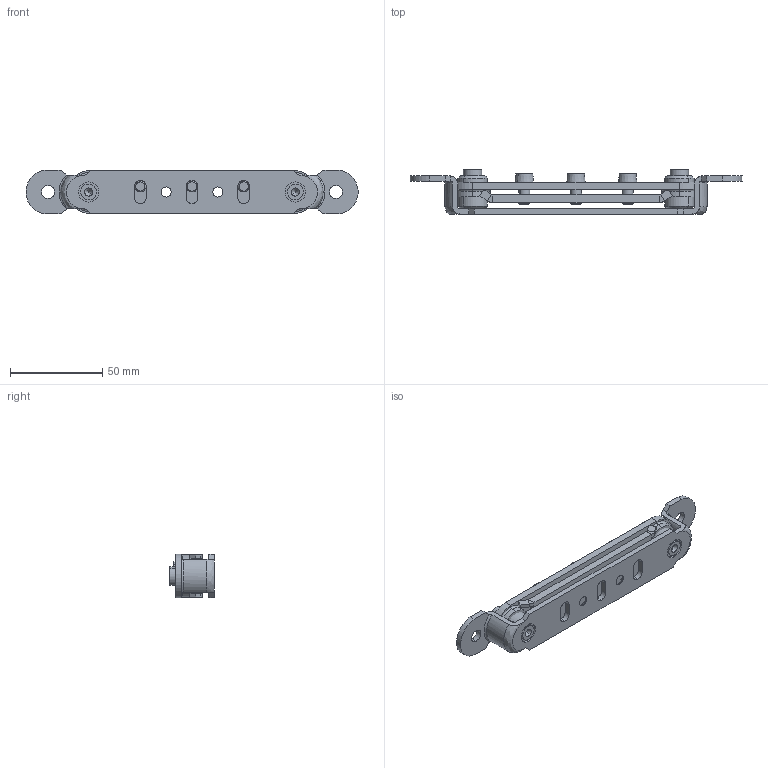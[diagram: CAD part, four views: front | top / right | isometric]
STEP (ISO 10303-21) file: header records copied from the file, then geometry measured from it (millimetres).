
FILE_DESCRIPTION (( 'STEP AP214' ), '1' );
FILE_NAME ('OBX-3101-3D_D042-30823.STEP', '2023-05-30T08:41:32', ( '' ), ( '' ), 'SwSTEP 2.0', 'SolidWorks 2020', '' );
FILE_SCHEMA (( 'AUTOMOTIVE_DESIGN' ));
Length unit declared in the file: millimetre
Products named in the file (7): D044-28536_verpr„gt; D043-30407_Abstand angezogen auf 3mm; OBX-3101-3D_D042-30823; D042-28530_3mm-Band (angezogen) f〉 Querschnittszeichnungen; D047-28560_ISO 14580 - #6 x 12 x 10 - 4.8-C; D043-28535; D043-28531_Blockzarge
Assembly tree (9 placements, depth 3):
  OBX-3101-3D_D042-30823
    D042-28530_3mm-Band (angezogen) f〉 Querschnittszeichnungen
      D043-28535
      D043-30407_Abstand angezogen auf 3mm
      D044-28536_verpr„gt  x2
      D047-28560_ISO 14580 - #6 x 12 x 10 - 4.8-C  x3
    D043-28531_Blockzarge
Bounding box: 179.91 x 24.25 x 23.8 mm (x, y, z)
Volume: 39494.3 mm3; surface area: 27836.6 mm2
Topology: 8 solids, 8 shells, 346 faces, 791 edges, 471 vertices
Faces by surface type: plane 147, cylinder 109, cone 44, torus 26, bspline 16, sphere 4
Entity records: 8107 total; most frequent: CARTESIAN_POINT 1966, DIRECTION 1249, ORIENTED_EDGE 1150, EDGE_CURVE 575, AXIS2_PLACEMENT_3D 498, VERTEX_POINT 355, EDGE_LOOP 294, CIRCLE 254
